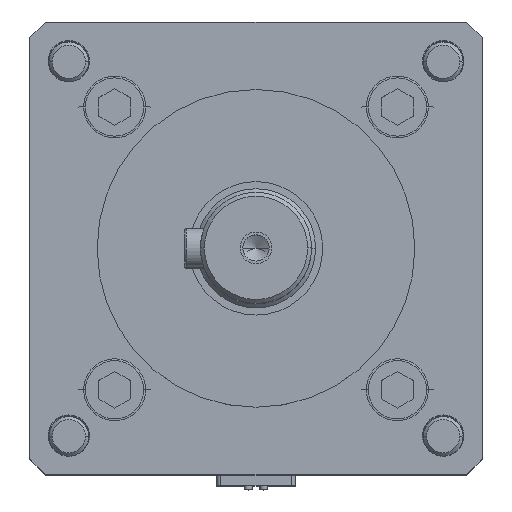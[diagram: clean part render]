
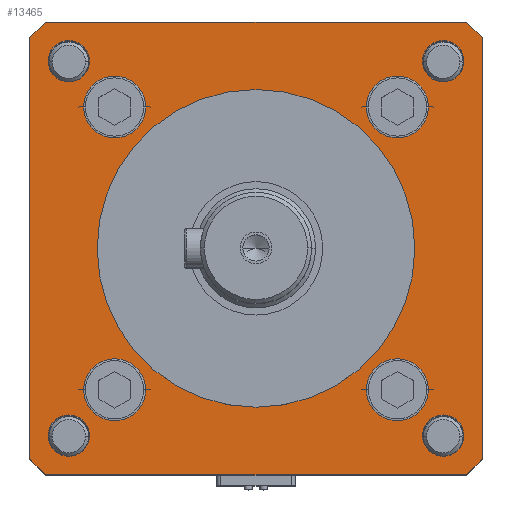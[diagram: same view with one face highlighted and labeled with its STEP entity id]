
A CAD part, top view. The second image highlights one B-rep face of the part: STEP entity #13465.
In plain terms, the highlighted face is planar.
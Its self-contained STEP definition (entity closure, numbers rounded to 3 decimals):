
#12101=DIRECTION('',(-0.707,0.,0.707));
#12102=VECTOR('',#12101,2.828);
#12103=CARTESIAN_POINT('',(-26.5,53.,-28.5));
#12104=LINE('',#12103,#12102);
#12108=DIRECTION('',(-1.,0.,0.));
#12109=VECTOR('',#12108,53.);
#12110=CARTESIAN_POINT('',(26.5,53.,-28.5));
#12111=LINE('',#12110,#12109);
#12115=DIRECTION('',(-0.707,0.,-0.707));
#12116=VECTOR('',#12115,2.828);
#12117=CARTESIAN_POINT('',(28.5,53.,-26.5));
#12118=LINE('',#12117,#12116);
#12122=DIRECTION('',(0.,0.,-1.));
#12123=VECTOR('',#12122,53.);
#12124=CARTESIAN_POINT('',(28.5,53.,26.5));
#12125=LINE('',#12124,#12123);
#12129=DIRECTION('',(0.707,0.,-0.707));
#12130=VECTOR('',#12129,2.828);
#12131=CARTESIAN_POINT('',(26.5,53.,28.5));
#12132=LINE('',#12131,#12130);
#12136=DIRECTION('',(1.,0.,0.));
#12137=VECTOR('',#12136,53.);
#12138=CARTESIAN_POINT('',(-26.5,53.,28.5));
#12139=LINE('',#12138,#12137);
#12143=DIRECTION('',(0.707,0.,0.707));
#12144=VECTOR('',#12143,2.828);
#12145=CARTESIAN_POINT('',(-28.5,53.,26.5));
#12146=LINE('',#12145,#12144);
#12150=DIRECTION('',(0.,0.,1.));
#12151=VECTOR('',#12150,53.);
#12152=CARTESIAN_POINT('',(-28.5,53.,-26.5));
#12153=LINE('',#12152,#12151);
#12157=CARTESIAN_POINT('',(0.,53.,0.));
#12158=DIRECTION('',(0.,1.,0.));
#12159=DIRECTION('',(0.,0.,-1.));
#12160=AXIS2_PLACEMENT_3D('',#12157,#12158,#12159);
#12165=CARTESIAN_POINT('',(0.,53.,0.));
#12166=DIRECTION('',(0.,1.,0.));
#12167=DIRECTION('',(0.,0.,1.));
#12168=AXIS2_PLACEMENT_3D('',#12165,#12166,#12167);
#12173=CARTESIAN_POINT('',(23.57,53.,-23.57));
#12174=DIRECTION('',(0.,-1.,0.));
#12175=DIRECTION('',(1.,0.,0.));
#12176=AXIS2_PLACEMENT_3D('',#12173,#12174,#12175);
#12181=CARTESIAN_POINT('',(23.57,53.,-23.57));
#12182=DIRECTION('',(0.,-1.,0.));
#12183=DIRECTION('',(-1.,0.,0.));
#12184=AXIS2_PLACEMENT_3D('',#12181,#12182,#12183);
#12189=CARTESIAN_POINT('',(-23.57,53.,-23.57));
#12190=DIRECTION('',(0.,1.,0.));
#12191=DIRECTION('',(-1.,0.,0.));
#12192=AXIS2_PLACEMENT_3D('',#12189,#12190,#12191);
#12197=CARTESIAN_POINT('',(-23.57,53.,-23.57));
#12198=DIRECTION('',(0.,1.,0.));
#12199=DIRECTION('',(1.,0.,0.));
#12200=AXIS2_PLACEMENT_3D('',#12197,#12198,#12199);
#12205=CARTESIAN_POINT('',(23.57,53.,23.57));
#12206=DIRECTION('',(0.,1.,0.));
#12207=DIRECTION('',(1.,0.,0.));
#12208=AXIS2_PLACEMENT_3D('',#12205,#12206,#12207);
#12213=CARTESIAN_POINT('',(23.57,53.,23.57));
#12214=DIRECTION('',(0.,1.,0.));
#12215=DIRECTION('',(-1.,0.,0.));
#12216=AXIS2_PLACEMENT_3D('',#12213,#12214,#12215);
#12221=CARTESIAN_POINT('',(-23.57,53.,23.57));
#12222=DIRECTION('',(0.,-1.,0.));
#12223=DIRECTION('',(-1.,0.,0.));
#12224=AXIS2_PLACEMENT_3D('',#12221,#12222,#12223);
#12229=CARTESIAN_POINT('',(-23.57,53.,23.57));
#12230=DIRECTION('',(0.,-1.,0.));
#12231=DIRECTION('',(1.,0.,0.));
#12232=AXIS2_PLACEMENT_3D('',#12229,#12230,#12231);
#12237=CARTESIAN_POINT('',(17.8,53.,17.8));
#12238=DIRECTION('',(0.,-1.,0.));
#12239=DIRECTION('',(1.,0.,0.));
#12240=AXIS2_PLACEMENT_3D('',#12237,#12238,#12239);
#12245=CARTESIAN_POINT('',(17.8,53.,17.8));
#12246=DIRECTION('',(0.,-1.,0.));
#12247=DIRECTION('',(-1.,0.,0.));
#12248=AXIS2_PLACEMENT_3D('',#12245,#12246,#12247);
#12253=CARTESIAN_POINT('',(17.8,53.,-17.8));
#12254=DIRECTION('',(0.,1.,0.));
#12255=DIRECTION('',(1.,0.,0.));
#12256=AXIS2_PLACEMENT_3D('',#12253,#12254,#12255);
#12261=CARTESIAN_POINT('',(17.8,53.,-17.8));
#12262=DIRECTION('',(0.,1.,0.));
#12263=DIRECTION('',(-1.,0.,0.));
#12264=AXIS2_PLACEMENT_3D('',#12261,#12262,#12263);
#12269=CARTESIAN_POINT('',(-17.8,53.,17.8));
#12270=DIRECTION('',(0.,1.,0.));
#12271=DIRECTION('',(-1.,0.,0.));
#12272=AXIS2_PLACEMENT_3D('',#12269,#12270,#12271);
#12277=CARTESIAN_POINT('',(-17.8,53.,17.8));
#12278=DIRECTION('',(0.,1.,0.));
#12279=DIRECTION('',(1.,0.,0.));
#12280=AXIS2_PLACEMENT_3D('',#12277,#12278,#12279);
#12285=CARTESIAN_POINT('',(-17.8,53.,-17.8));
#12286=DIRECTION('',(0.,-1.,0.));
#12287=DIRECTION('',(-1.,0.,0.));
#12288=AXIS2_PLACEMENT_3D('',#12285,#12286,#12287);
#12293=CARTESIAN_POINT('',(-17.8,53.,-17.8));
#12294=DIRECTION('',(0.,-1.,0.));
#12295=DIRECTION('',(1.,0.,0.));
#12296=AXIS2_PLACEMENT_3D('',#12293,#12294,#12295);
#12652=CARTESIAN_POINT('',(-26.5,53.,-28.5));
#12653=VERTEX_POINT('',#12652);
#12654=CARTESIAN_POINT('',(-28.5,53.,-26.5));
#12655=VERTEX_POINT('',#12654);
#12660=CARTESIAN_POINT('',(28.5,53.,-26.5));
#12661=VERTEX_POINT('',#12660);
#12662=CARTESIAN_POINT('',(26.5,53.,-28.5));
#12663=VERTEX_POINT('',#12662);
#12700=CARTESIAN_POINT('',(26.5,53.,28.5));
#12701=VERTEX_POINT('',#12700);
#12702=CARTESIAN_POINT('',(28.5,53.,26.5));
#12703=VERTEX_POINT('',#12702);
#12708=CARTESIAN_POINT('',(-28.5,53.,26.5));
#12709=VERTEX_POINT('',#12708);
#12710=CARTESIAN_POINT('',(-26.5,53.,28.5));
#12711=VERTEX_POINT('',#12710);
#12716=CARTESIAN_POINT('',(0.,53.,-20.));
#12717=CARTESIAN_POINT('',(0.,53.,20.));
#12718=VERTEX_POINT('',#12716);
#12719=VERTEX_POINT('',#12717);
#12732=CARTESIAN_POINT('',(26.17,53.,-23.57));
#12733=CARTESIAN_POINT('',(20.97,53.,-23.57));
#12734=VERTEX_POINT('',#12732);
#12735=VERTEX_POINT('',#12733);
#12736=CARTESIAN_POINT('',(-26.17,53.,-23.57));
#12738=VERTEX_POINT('',#12736);
#12744=CARTESIAN_POINT('',(-20.97,53.,-23.57));
#12746=VERTEX_POINT('',#12744);
#12752=CARTESIAN_POINT('',(26.17,53.,23.57));
#12754=VERTEX_POINT('',#12752);
#12760=CARTESIAN_POINT('',(20.97,53.,23.57));
#12762=VERTEX_POINT('',#12760);
#12768=CARTESIAN_POINT('',(-26.17,53.,23.57));
#12770=VERTEX_POINT('',#12768);
#12776=CARTESIAN_POINT('',(-20.97,53.,23.57));
#12778=VERTEX_POINT('',#12776);
#12796=CARTESIAN_POINT('',(21.7,53.,17.8));
#12797=CARTESIAN_POINT('',(13.9,53.,17.8));
#12798=VERTEX_POINT('',#12796);
#12799=VERTEX_POINT('',#12797);
#12804=CARTESIAN_POINT('',(21.7,53.,-17.8));
#12805=VERTEX_POINT('',#12804);
#12806=CARTESIAN_POINT('',(13.9,53.,-17.8));
#12807=VERTEX_POINT('',#12806);
#12812=CARTESIAN_POINT('',(-21.7,53.,17.8));
#12813=VERTEX_POINT('',#12812);
#12814=CARTESIAN_POINT('',(-13.9,53.,17.8));
#12815=VERTEX_POINT('',#12814);
#12820=CARTESIAN_POINT('',(-21.7,53.,-17.8));
#12821=VERTEX_POINT('',#12820);
#12822=CARTESIAN_POINT('',(-13.9,53.,-17.8));
#12823=VERTEX_POINT('',#12822);
#13396=CARTESIAN_POINT('',(0.,53.,0.));
#13397=DIRECTION('',(0.,1.,0.));
#13398=DIRECTION('',(-1.,0.,0.));
#13399=AXIS2_PLACEMENT_3D('',#13396,#13397,#13398);
#13400=PLANE('',#13399);
#13401=ORIENTED_EDGE('',*,*,#13288,.F.);
#13402=ORIENTED_EDGE('',*,*,#13305,.F.);
#13403=ORIENTED_EDGE('',*,*,#13318,.F.);
#13404=ORIENTED_EDGE('',*,*,#13334,.F.);
#13405=ORIENTED_EDGE('',*,*,#13347,.F.);
#13406=ORIENTED_EDGE('',*,*,#13363,.F.);
#13407=ORIENTED_EDGE('',*,*,#13376,.F.);
#13408=ORIENTED_EDGE('',*,*,#13388,.F.);
#13409=EDGE_LOOP('',(#13401,#13402,#13403,#13404,#13405,#13406,#13407,#13408));
#13410=FACE_OUTER_BOUND('',#13409,.F.);
#13412=ORIENTED_EDGE('',*,*,#13411,.T.);
#13414=ORIENTED_EDGE('',*,*,#13413,.T.);
#13415=EDGE_LOOP('',(#13412,#13414));
#13416=FACE_BOUND('',#13415,.F.);
#13418=ORIENTED_EDGE('',*,*,#13417,.F.);
#13420=ORIENTED_EDGE('',*,*,#13419,.F.);
#13421=EDGE_LOOP('',(#13418,#13420));
#13422=FACE_BOUND('',#13421,.F.);
#13424=ORIENTED_EDGE('',*,*,#13423,.T.);
#13426=ORIENTED_EDGE('',*,*,#13425,.T.);
#13427=EDGE_LOOP('',(#13424,#13426));
#13428=FACE_BOUND('',#13427,.F.);
#13430=ORIENTED_EDGE('',*,*,#13429,.T.);
#13432=ORIENTED_EDGE('',*,*,#13431,.T.);
#13433=EDGE_LOOP('',(#13430,#13432));
#13434=FACE_BOUND('',#13433,.F.);
#13436=ORIENTED_EDGE('',*,*,#13435,.F.);
#13438=ORIENTED_EDGE('',*,*,#13437,.F.);
#13439=EDGE_LOOP('',(#13436,#13438));
#13440=FACE_BOUND('',#13439,.F.);
#13442=ORIENTED_EDGE('',*,*,#13441,.F.);
#13444=ORIENTED_EDGE('',*,*,#13443,.F.);
#13445=EDGE_LOOP('',(#13442,#13444));
#13446=FACE_BOUND('',#13445,.F.);
#13448=ORIENTED_EDGE('',*,*,#13447,.T.);
#13450=ORIENTED_EDGE('',*,*,#13449,.T.);
#13451=EDGE_LOOP('',(#13448,#13450));
#13452=FACE_BOUND('',#13451,.F.);
#13454=ORIENTED_EDGE('',*,*,#13453,.T.);
#13456=ORIENTED_EDGE('',*,*,#13455,.T.);
#13457=EDGE_LOOP('',(#13454,#13456));
#13458=FACE_BOUND('',#13457,.F.);
#13460=ORIENTED_EDGE('',*,*,#13459,.F.);
#13462=ORIENTED_EDGE('',*,*,#13461,.F.);
#13463=EDGE_LOOP('',(#13460,#13462));
#13464=FACE_BOUND('',#13463,.F.);
#13465=ADVANCED_FACE('',(#13410,#13416,#13422,#13428,#13434,#13440,#13446,
#13452,#13458,#13464),#13400,.T.);
#12161=CIRCLE('',#12160,20.);
#12169=CIRCLE('',#12168,20.);
#12177=CIRCLE('',#12176,2.6);
#12185=CIRCLE('',#12184,2.6);
#12193=CIRCLE('',#12192,2.6);
#12201=CIRCLE('',#12200,2.6);
#12209=CIRCLE('',#12208,2.6);
#12217=CIRCLE('',#12216,2.6);
#12225=CIRCLE('',#12224,2.6);
#12233=CIRCLE('',#12232,2.6);
#12241=CIRCLE('',#12240,3.9);
#12249=CIRCLE('',#12248,3.9);
#12257=CIRCLE('',#12256,3.9);
#12265=CIRCLE('',#12264,3.9);
#12273=CIRCLE('',#12272,3.9);
#12281=CIRCLE('',#12280,3.9);
#12289=CIRCLE('',#12288,3.9);
#12297=CIRCLE('',#12296,3.9);
#13288=EDGE_CURVE('',#12653,#12655,#12104,.T.);
#13305=EDGE_CURVE('',#12663,#12653,#12111,.T.);
#13318=EDGE_CURVE('',#12661,#12663,#12118,.T.);
#13334=EDGE_CURVE('',#12703,#12661,#12125,.T.);
#13347=EDGE_CURVE('',#12701,#12703,#12132,.T.);
#13363=EDGE_CURVE('',#12711,#12701,#12139,.T.);
#13376=EDGE_CURVE('',#12709,#12711,#12146,.T.);
#13388=EDGE_CURVE('',#12655,#12709,#12153,.T.);
#13411=EDGE_CURVE('',#12718,#12719,#12161,.T.);
#13413=EDGE_CURVE('',#12719,#12718,#12169,.T.);
#13417=EDGE_CURVE('',#12734,#12735,#12177,.T.);
#13419=EDGE_CURVE('',#12735,#12734,#12185,.T.);
#13423=EDGE_CURVE('',#12738,#12746,#12193,.T.);
#13425=EDGE_CURVE('',#12746,#12738,#12201,.T.);
#13429=EDGE_CURVE('',#12754,#12762,#12209,.T.);
#13431=EDGE_CURVE('',#12762,#12754,#12217,.T.);
#13435=EDGE_CURVE('',#12770,#12778,#12225,.T.);
#13437=EDGE_CURVE('',#12778,#12770,#12233,.T.);
#13441=EDGE_CURVE('',#12798,#12799,#12241,.T.);
#13443=EDGE_CURVE('',#12799,#12798,#12249,.T.);
#13447=EDGE_CURVE('',#12805,#12807,#12257,.T.);
#13449=EDGE_CURVE('',#12807,#12805,#12265,.T.);
#13453=EDGE_CURVE('',#12813,#12815,#12273,.T.);
#13455=EDGE_CURVE('',#12815,#12813,#12281,.T.);
#13459=EDGE_CURVE('',#12821,#12823,#12289,.T.);
#13461=EDGE_CURVE('',#12823,#12821,#12297,.T.);
